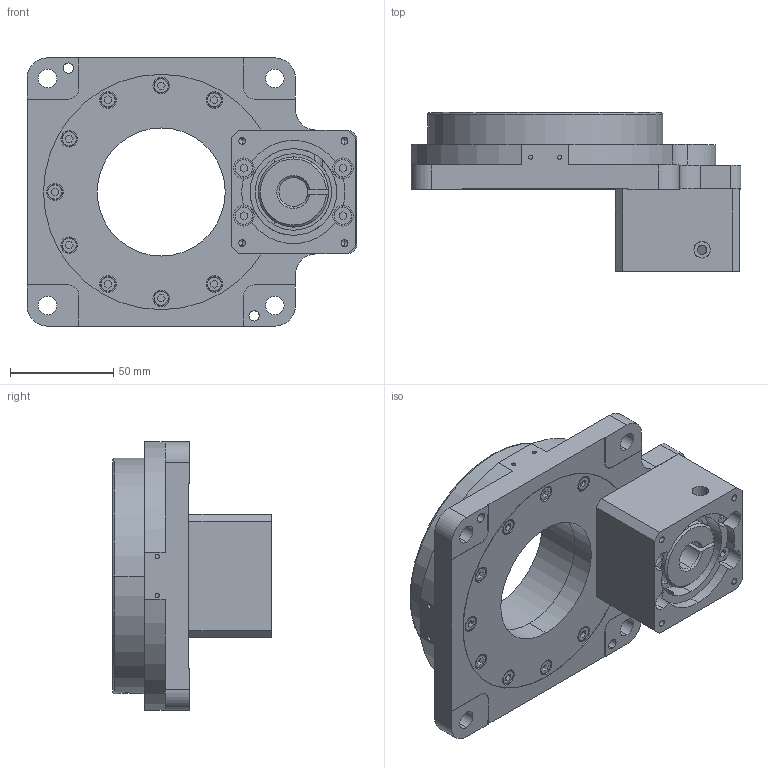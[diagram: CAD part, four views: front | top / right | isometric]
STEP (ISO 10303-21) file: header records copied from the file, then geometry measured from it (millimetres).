
FILE_DESCRIPTION (( 'STEP AP214' ), '1' );
FILE_NAME ('DY130F-10-V1.STEP', '2018-09-13T00:46:42', ( '' ), ( '' ), 'SwSTEP 2.0', 'SolidWorks 2016', '' );
FILE_SCHEMA (( 'AUTOMOTIVE_DESIGN' ));
Length unit declared in the file: millimetre
Products named in the file (4): DY130F-10-V1; 蟀諉啣130-10-V1; 埴攫130-10-V1; 釱85-5
Assembly tree (3 placements, depth 2):
  DY130F-10-V1
    蟀諉啣130-10-V1
    埴攫130-10-V1
    釱85-5
Bounding box: 159.8 x 77 x 130 mm (x, y, z)
Volume: 489169.5 mm3; surface area: 117588.1 mm2
Topology: 4 solids, 4 shells, 511 faces, 1228 edges, 773 vertices
Faces by surface type: plane 209, cylinder 208, cone 58, torus 36
Entity records: 15898 total; most frequent: CARTESIAN_POINT 3049, DIRECTION 2709, ORIENTED_EDGE 2400, EDGE_CURVE 1200, AXIS2_PLACEMENT_3D 1025, VERTEX_POINT 773, LINE 659, VECTOR 659
